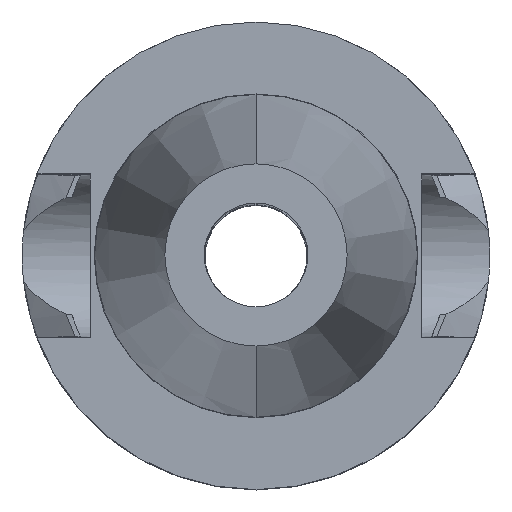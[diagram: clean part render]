
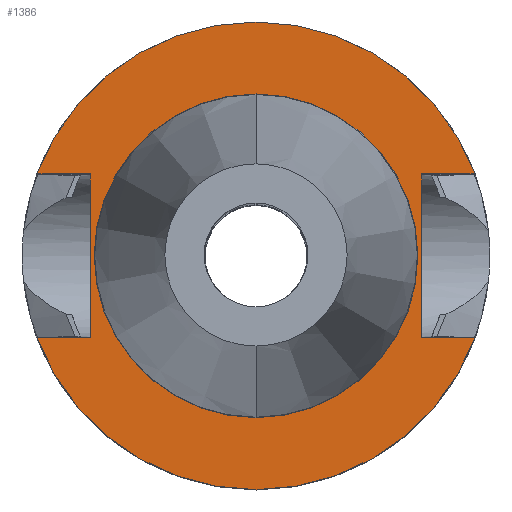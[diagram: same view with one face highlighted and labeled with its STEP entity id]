
A CAD part, top view. The second image highlights one B-rep face of the part: STEP entity #1386.
In plain terms, the highlighted planar face has unit normal (0, 0, 1).
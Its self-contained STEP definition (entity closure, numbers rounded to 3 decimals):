
#360=CARTESIAN_POINT('',(0.,0.,-1.));
#361=DIRECTION('',(0.,0.,1.));
#362=DIRECTION('',(0.937,0.35,0.));
#363=AXIS2_PLACEMENT_3D('',#360,#361,#362);
#375=CARTESIAN_POINT('',(0.,0.,-1.));
#376=DIRECTION('',(0.,0.,1.));
#377=DIRECTION('',(-0.937,-0.35,0.));
#378=AXIS2_PLACEMENT_3D('',#375,#376,#377);
#398=DIRECTION('',(0.,1.,0.));
#399=VECTOR('',#398,16.1);
#400=CARTESIAN_POINT('',(-16.3,-8.05,-1.));
#401=LINE('',#400,#399);
#405=DIRECTION('',(1.,0.,0.));
#406=VECTOR('',#405,5.245);
#407=CARTESIAN_POINT('',(-21.545,8.05,-1.));
#408=LINE('',#407,#406);
#412=DIRECTION('',(-1.,0.,0.));
#413=VECTOR('',#412,5.245);
#414=CARTESIAN_POINT('',(21.545,8.05,-1.));
#415=LINE('',#414,#413);
#419=DIRECTION('',(0.,1.,0.));
#420=VECTOR('',#419,16.1);
#421=CARTESIAN_POINT('',(16.3,-8.05,-1.));
#422=LINE('',#421,#420);
#426=DIRECTION('',(-1.,0.,0.));
#427=VECTOR('',#426,5.245);
#428=CARTESIAN_POINT('',(21.545,-8.05,-1.));
#429=LINE('',#428,#427);
#433=DIRECTION('',(1.,0.,0.));
#434=VECTOR('',#433,5.245);
#435=CARTESIAN_POINT('',(-21.545,-8.05,-1.));
#436=LINE('',#435,#434);
#454=CARTESIAN_POINT('',(0.,0.,-1.));
#455=DIRECTION('',(0.,0.,1.));
#456=DIRECTION('',(0.,1.,0.));
#457=AXIS2_PLACEMENT_3D('',#454,#455,#456);
#462=CARTESIAN_POINT('',(0.,0.,-1.));
#463=DIRECTION('',(0.,0.,-1.));
#464=DIRECTION('',(0.,1.,0.));
#465=AXIS2_PLACEMENT_3D('',#462,#463,#464);
#985=CARTESIAN_POINT('',(0.,15.798,-1.));
#987=VERTEX_POINT('',#985);
#995=CARTESIAN_POINT('',(0.,-15.798,-1.));
#997=VERTEX_POINT('',#995);
#1025=CARTESIAN_POINT('',(21.545,8.05,-1.));
#1026=VERTEX_POINT('',#1025);
#1027=CARTESIAN_POINT('',(21.545,-8.05,-1.));
#1028=VERTEX_POINT('',#1027);
#1029=CARTESIAN_POINT('',(16.3,-8.05,-1.));
#1030=CARTESIAN_POINT('',(16.3,8.05,-1.));
#1031=VERTEX_POINT('',#1029);
#1032=VERTEX_POINT('',#1030);
#1045=CARTESIAN_POINT('',(-21.545,8.05,-1.));
#1046=VERTEX_POINT('',#1045);
#1047=CARTESIAN_POINT('',(-21.545,-8.05,-1.));
#1048=VERTEX_POINT('',#1047);
#1049=CARTESIAN_POINT('',(-16.3,-8.05,-1.));
#1050=CARTESIAN_POINT('',(-16.3,8.05,-1.));
#1051=VERTEX_POINT('',#1049);
#1052=VERTEX_POINT('',#1050);
#1361=CARTESIAN_POINT('',(0.,0.,-1.));
#1362=DIRECTION('',(0.,0.,-1.));
#1363=DIRECTION('',(0.,-1.,0.));
#1364=AXIS2_PLACEMENT_3D('',#1361,#1362,#1363);
#1365=PLANE('',#1364);
#1367=ORIENTED_EDGE('',*,*,#1366,.T.);
#1368=ORIENTED_EDGE('',*,*,#1324,.F.);
#1369=ORIENTED_EDGE('',*,*,#1341,.F.);
#1370=ORIENTED_EDGE('',*,*,#1272,.T.);
#1372=ORIENTED_EDGE('',*,*,#1371,.F.);
#1374=ORIENTED_EDGE('',*,*,#1373,.F.);
#1375=ORIENTED_EDGE('',*,*,#1353,.F.);
#1377=ORIENTED_EDGE('',*,*,#1376,.T.);
#1378=EDGE_LOOP('',(#1367,#1368,#1369,#1370,#1372,#1374,#1375,#1377));
#1379=FACE_OUTER_BOUND('',#1378,.F.);
#1381=ORIENTED_EDGE('',*,*,#1380,.T.);
#1383=ORIENTED_EDGE('',*,*,#1382,.F.);
#1384=EDGE_LOOP('',(#1381,#1383));
#1385=FACE_BOUND('',#1384,.F.);
#364=CIRCLE('',#363,23.);
#379=CIRCLE('',#378,23.);
#458=CIRCLE('',#457,15.798);
#466=CIRCLE('',#465,15.798);
#1272=EDGE_CURVE('',#1026,#1032,#415,.T.);
#1324=EDGE_CURVE('',#1046,#1052,#408,.T.);
#1341=EDGE_CURVE('',#1026,#1046,#364,.T.);
#1353=EDGE_CURVE('',#1048,#1028,#379,.T.);
#1366=EDGE_CURVE('',#1051,#1052,#401,.T.);
#1371=EDGE_CURVE('',#1031,#1032,#422,.T.);
#1373=EDGE_CURVE('',#1028,#1031,#429,.T.);
#1376=EDGE_CURVE('',#1048,#1051,#436,.T.);
#1380=EDGE_CURVE('',#987,#997,#458,.T.);
#1382=EDGE_CURVE('',#987,#997,#466,.T.);
#1386=ADVANCED_FACE('',(#1379,#1385),#1365,.F.);
